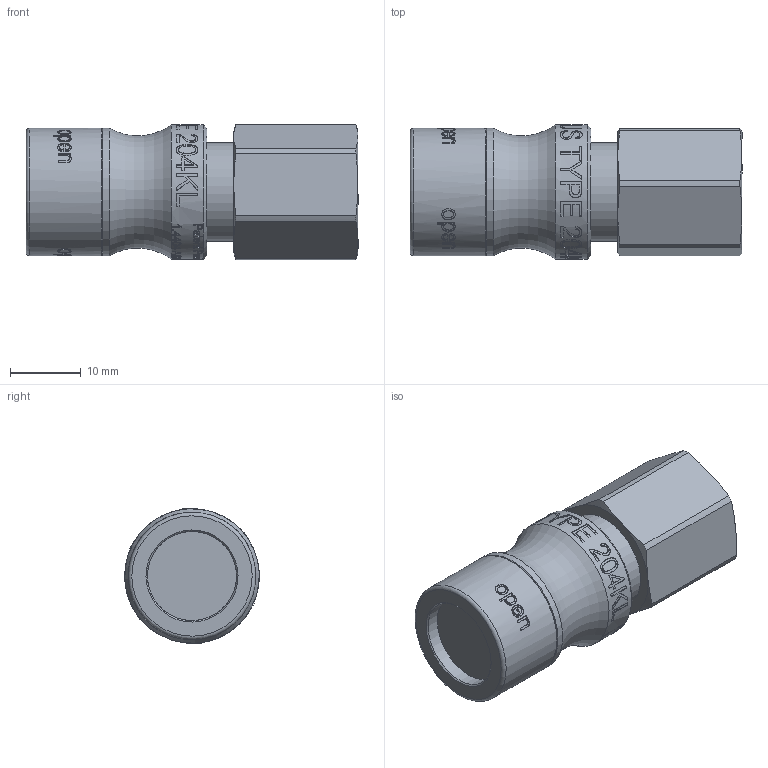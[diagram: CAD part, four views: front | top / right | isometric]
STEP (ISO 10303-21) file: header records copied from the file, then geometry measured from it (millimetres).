
FILE_DESCRIPTION((''),'2;1');
FILE_NAME('204kliw10evx.stp','2014-07-14T09:07:36',('AS035480'),(''),'Autodesk Inventor 2013','Autodesk Inventor 2013','');
FILE_SCHEMA(('AUTOMOTIVE_DESIGN { 1 0 10303 214 1 1 1 1 }'));
Length unit declared in the file: millimetre
Products named in the file (1): D111031
Bounding box: 46.9 x 19 x 19.09 mm (x, y, z)
Volume: 8897.2 mm3; surface area: 6466.2 mm2
Topology: 2 solids, 3 shells, 784 faces, 2033 edges, 1344 vertices
Faces by surface type: plane 337, bspline 307, cylinder 108, cone 27, torus 5
Full cylindrical faces by diameter (mm): 11.445 x1, 12.591 x2, 12.6 x1, 12.7 x1, 13 x1, 14 x1, 14.05 x1, 14.2 x1, 14.6 x1, 14.8 x1, 16.35 x2, 17 x3, 17.2 x1, 18 x2, 19 x1
Entity records: 110295 total; most frequent: CARTESIAN_POINT 93066, ORIENTED_EDGE 3964, DIRECTION 2282, EDGE_CURVE 1982, VERTEX_POINT 1335, EDGE_LOOP 917, B_SPLINE_CURVE_WITH_KNOTS 898, VECTOR 792
